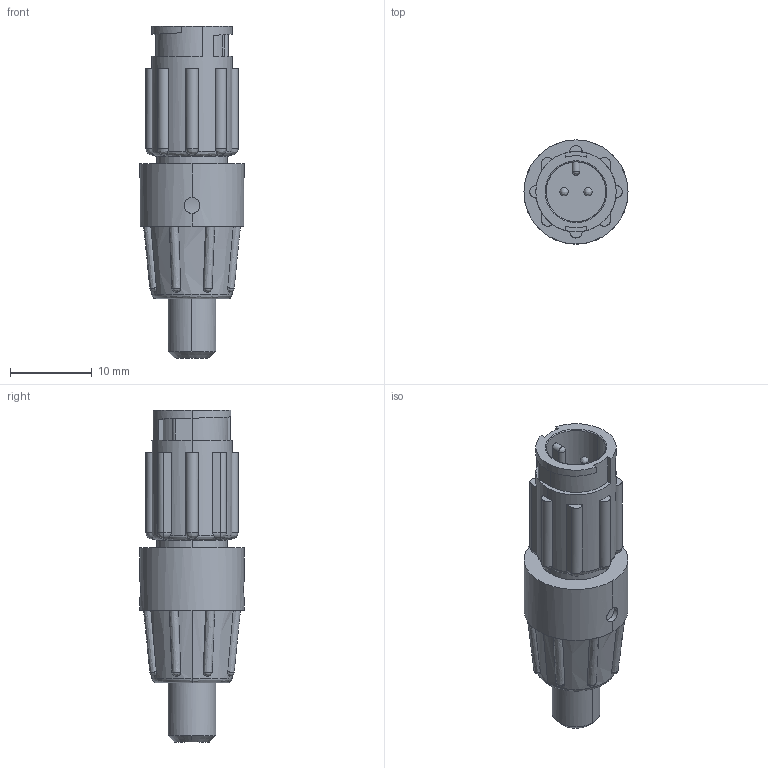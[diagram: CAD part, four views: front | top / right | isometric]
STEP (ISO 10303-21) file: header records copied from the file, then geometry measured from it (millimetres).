
FILE_DESCRIPTION (( 'STEP AP203' ), '1' );
FILE_NAME ('18282-2PG-311.STEP', '2014-03-14T18:32:30', ( 'J0FPBF1' ), ( '' ), 'SwSTEP 2.0', 'SolidWorks 2012', '' );
FILE_SCHEMA (( 'CONFIG_CONTROL_DESIGN' ));
Length unit declared in the file: millimetre
Products named in the file (1): 18282-2PG-311
Bounding box: 12.7 x 12.7 x 40.51 mm (x, y, z)
Volume: 2839 mm3; surface area: 1991.7 mm2
Topology: 1 solids, 1 shells, 150 faces, 470 edges, 314 vertices
Faces by surface type: plane 56, cylinder 50, bspline 40, cone 4
Entity records: 11782 total; most frequent: CARTESIAN_POINT 8182, ORIENTED_EDGE 912, DIRECTION 501, EDGE_CURVE 456, VERTEX_POINT 314, B_SPLINE_CURVE_WITH_KNOTS 247, AXIS2_PLACEMENT_3D 191, EDGE_LOOP 156
